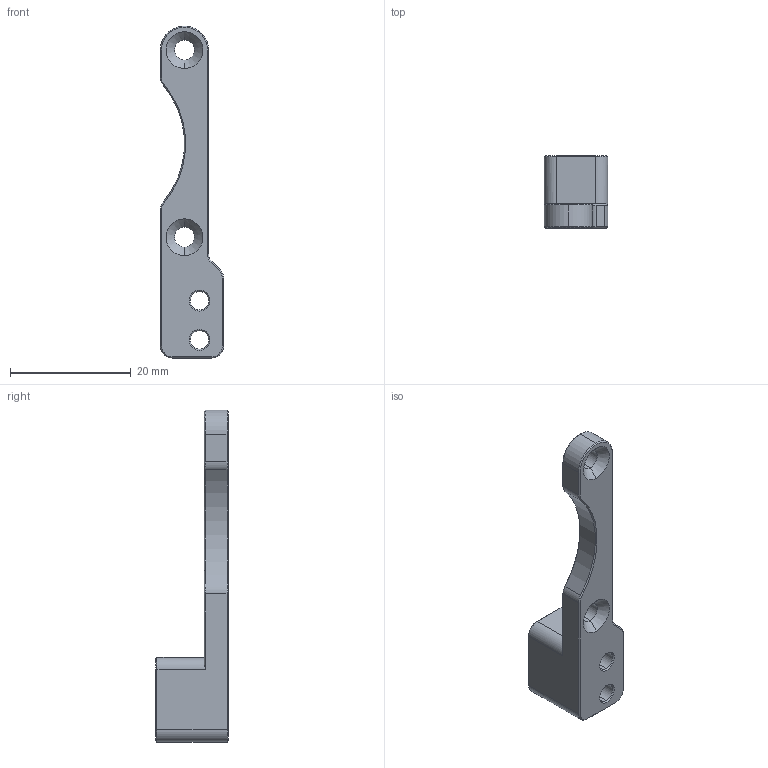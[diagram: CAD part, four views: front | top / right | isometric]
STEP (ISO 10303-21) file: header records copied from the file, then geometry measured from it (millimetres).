
FILE_DESCRIPTION (( 'STEP AP203' ), '1' );
FILE_NAME ('Y粣癹弇盓殤.STEP', '2023-08-19T02:11:09', ( 'Leo' ), ( '' ), 'SwSTEP 2.0', 'SolidWorks 2018', '' );
FILE_SCHEMA (( 'CONFIG_CONTROL_DESIGN' ));
Length unit declared in the file: millimetre
Products named in the file (1): Y粣癹弇盓殤
Bounding box: 10.5 x 12 x 55 mm (x, y, z)
Volume: 2525.7 mm3; surface area: 1895.7 mm2
Topology: 1 solids, 1 shells, 80 faces, 184 edges, 106 vertices
Faces by surface type: cone 36, plane 25, cylinder 19
Entity records: 2315 total; most frequent: DIRECTION 418, CARTESIAN_POINT 377, ORIENTED_EDGE 368, EDGE_CURVE 184, AXIS2_PLACEMENT_3D 155, LINE 108, VECTOR 108, VERTEX_POINT 106
